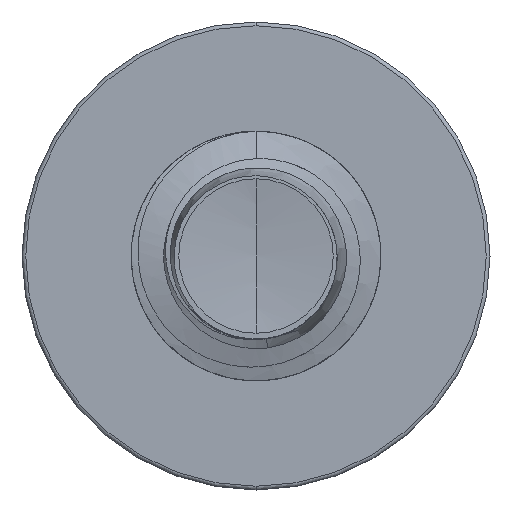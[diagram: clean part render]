
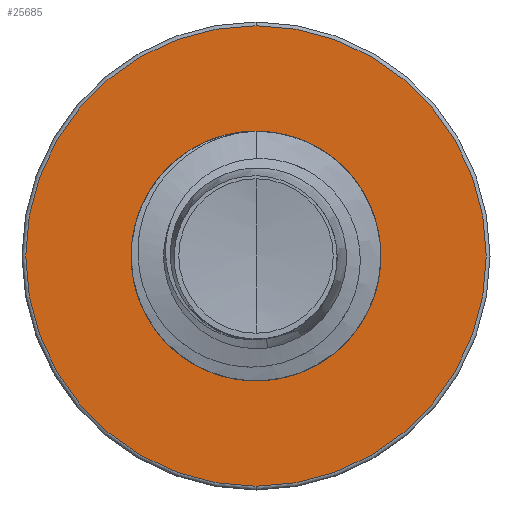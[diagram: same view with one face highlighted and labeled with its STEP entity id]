
A CAD part, front view. The second image highlights one B-rep face of the part: STEP entity #25685.
In plain terms, the highlighted planar face has unit normal (0, -1, 0).
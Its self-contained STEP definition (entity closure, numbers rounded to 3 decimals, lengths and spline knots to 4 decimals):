
#123 = EDGE_LOOP ( 'NONE', ( #16242, #18459 ) ) ;
#592 = DIRECTION ( 'NONE',  ( 0., 1., 0. ) ) ;
#948 = EDGE_CURVE ( 'NONE', #24460, #28685, #1657, .T. ) ;
#1657 = CIRCLE ( 'NONE', #6085, 1.476 ) ;
#1838 = VERTEX_POINT ( 'NONE', #16750 ) ;
#2224 = ORIENTED_EDGE ( 'NONE', *, *, #10243, .T. ) ;
#3734 = DIRECTION ( 'NONE',  ( 0., 1., 0. ) ) ;
#4123 = DIRECTION ( 'NONE',  ( 0., 0., 1. ) ) ;
#4639 = VERTEX_POINT ( 'NONE', #19346 ) ;
#6085 = AXIS2_PLACEMENT_3D ( 'NONE', #29072, #3734, #4123 ) ;
#7739 = AXIS2_PLACEMENT_3D ( 'NONE', #25443, #11193, #27591 ) ;
#7989 = DIRECTION ( 'NONE',  ( 0., 1., 0. ) ) ;
#9700 = ORIENTED_EDGE ( 'NONE', *, *, #21072, .T. ) ;
#10243 = EDGE_CURVE ( 'NONE', #4639, #1838, #25593, .T. ) ;
#10294 = AXIS2_PLACEMENT_3D ( 'NONE', #22615, #7989, #24900 ) ;
#11171 = AXIS2_PLACEMENT_3D ( 'NONE', #16172, #592, #18607 ) ;
#11193 = DIRECTION ( 'NONE',  ( 0., 1., 0. ) ) ;
#12064 = CARTESIAN_POINT ( 'NONE',  ( 0., 7.5, -1.476 ) ) ;
#12487 = CIRCLE ( 'NONE', #7739, 0.7992 ) ;
#14004 = FACE_BOUND ( 'NONE', #18315, .T. ) ;
#15252 = PLANE ( 'NONE',  #15957 ) ;
#15957 = AXIS2_PLACEMENT_3D ( 'NONE', #24597, #31537, #17691 ) ;
#16172 = CARTESIAN_POINT ( 'NONE',  ( 0., 7.5, 0. ) ) ;
#16242 = ORIENTED_EDGE ( 'NONE', *, *, #948, .F. ) ;
#16750 = CARTESIAN_POINT ( 'NONE',  ( 0., 7.5, 0.7992 ) ) ;
#17691 = DIRECTION ( 'NONE',  ( 0., 0., 1. ) ) ;
#18315 = EDGE_LOOP ( 'NONE', ( #9700, #2224 ) ) ;
#18459 = ORIENTED_EDGE ( 'NONE', *, *, #21202, .F. ) ;
#18607 = DIRECTION ( 'NONE',  ( 0., 0., 1. ) ) ;
#19174 = CARTESIAN_POINT ( 'NONE',  ( 0., 7.5, 1.476 ) ) ;
#19346 = CARTESIAN_POINT ( 'NONE',  ( 0., 7.5, -0.7992 ) ) ;
#21072 = EDGE_CURVE ( 'NONE', #1838, #4639, #12487, .T. ) ;
#21202 = EDGE_CURVE ( 'NONE', #28685, #24460, #25060, .T. ) ;
#22615 = CARTESIAN_POINT ( 'NONE',  ( 0., 7.5, 0. ) ) ;
#24460 = VERTEX_POINT ( 'NONE', #19174 ) ;
#24597 = CARTESIAN_POINT ( 'NONE',  ( 0., 7.5, -0.7992 ) ) ;
#24900 = DIRECTION ( 'NONE',  ( 0., 0., 1. ) ) ;
#25060 = CIRCLE ( 'NONE', #11171, 1.476 ) ;
#25443 = CARTESIAN_POINT ( 'NONE',  ( 0., 7.5, 0. ) ) ;
#25593 = CIRCLE ( 'NONE', #10294, 0.7992 ) ;
#25685 = ADVANCED_FACE ( 'NONE', ( #31907, #14004 ), #15252, .F. ) ;
#27591 = DIRECTION ( 'NONE',  ( 0., 0., 1. ) ) ;
#28685 = VERTEX_POINT ( 'NONE', #12064 ) ;
#29072 = CARTESIAN_POINT ( 'NONE',  ( 0., 7.5, 0. ) ) ;
#31537 = DIRECTION ( 'NONE',  ( 0., 1., 0. ) ) ;
#31907 = FACE_OUTER_BOUND ( 'NONE', #123, .T. ) ;
